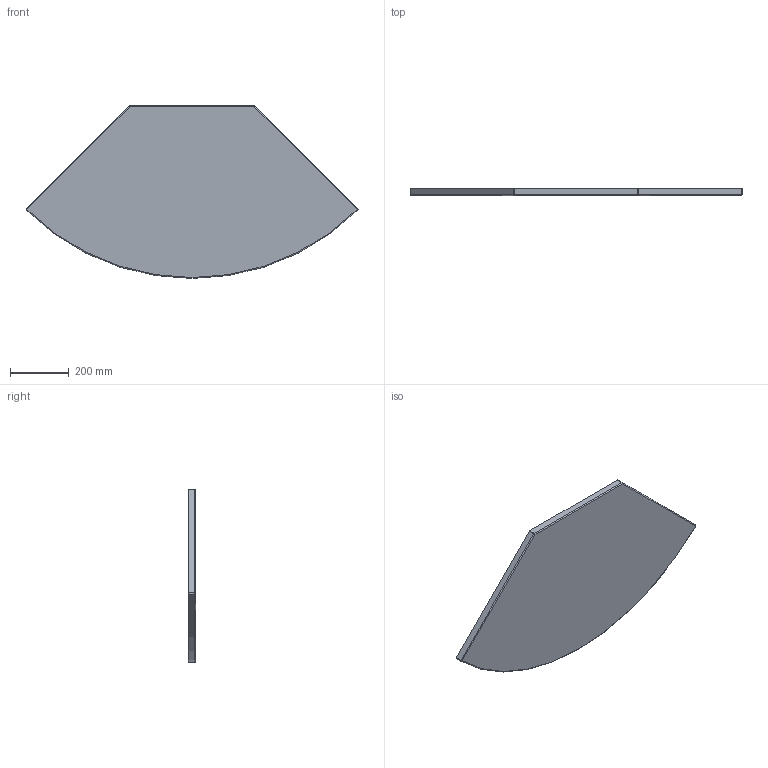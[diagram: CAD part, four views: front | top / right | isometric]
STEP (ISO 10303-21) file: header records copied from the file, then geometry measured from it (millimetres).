
FILE_DESCRIPTION(/* description */ ('CORNER GANGING TABLE'),/* implementation_level */ '2;1');
FILE_NAME(/* name */ 'KTC07.stp',/* time_stamp */ '2019-05-22T16:25:18-04:00',/* author */ ('emehringer'),/* organization */ (''),/* preprocessor_version */ 'ST-DEVELOPER v16.13',/* originating_system */ 'Autodesk Inventor 2018',/* authorisation */ '');
FILE_SCHEMA (('AUTOMOTIVE_DESIGN { 1 0 10303 214 3 1 1 }'));
Length unit declared in the file: inch
Products named in the file (4): KTC07; ECT90-1 042T; ECT90-1 042T_1; 1/4-20X3/4" LG. INSERT NUT
Assembly tree (6 placements, depth 3):
  KTC07
    ECT90-1 042T
      ECT90-1 042T_1
      1/4-20X3/4" LG. INSERT NUT  x4
Bounding box: 1132.23 x 25.4 x 589.76 mm (x, y, z)
Volume: 11689091.1 mm3; surface area: 993635.4 mm2
Topology: 5 solids, 5 shells, 506 faces, 1388 edges, 896 vertices
Faces by surface type: plane 445, cylinder 28, bspline 12, cone 12, sphere 8, torus 1
Full cylindrical faces by diameter (mm): 2.381 x4, 6.35 x4, 7.336 x4, 8.731 x4, 12.289 x4
Entity records: 6780 total; most frequent: CARTESIAN_POINT 3235, ORIENTED_EDGE 742, DIRECTION 599, EDGE_CURVE 371, AXIS2_PLACEMENT_3D 259, VERTEX_POINT 247, B_SPLINE_CURVE_WITH_KNOTS 189, EDGE_LOOP 176
